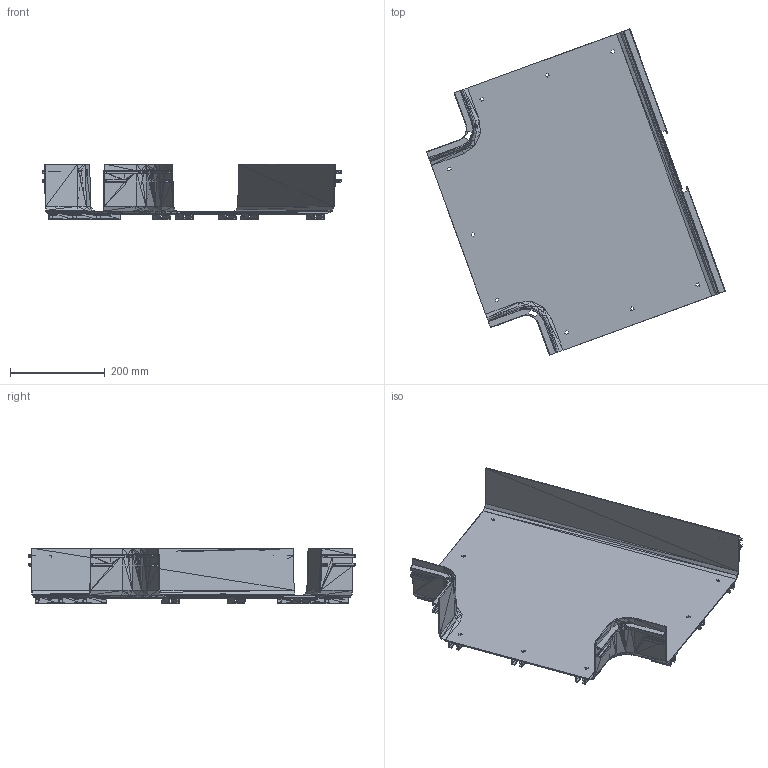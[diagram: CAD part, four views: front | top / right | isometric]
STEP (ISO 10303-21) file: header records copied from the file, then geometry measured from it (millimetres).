
FILE_DESCRIPTION(('FreeCAD Model'),'2;1');
FILE_NAME('Open CASCADE Shape Model','2022-12-01T13:03:35',('Author'),( ''),'Open CASCADE STEP processor 7.6','FreeCAD','Unknown');
FILE_SCHEMA(('AUTOMOTIVE_DESIGN { 1 0 10303 214 1 1 1 1 }'));
Products named in the file (1): DS_360_31820_T_________________________________________________________
_______________________________360mm_horizontal_tee___________________
001001 (Solid)
Bounding box: 631.88 x 689.86 x 118 mm (x, y, z)
Volume: 1195265.6 mm3; surface area: 832399 mm2
Topology: 1 solids, 1 shells, 3246 faces, 5345 edges, 2132 vertices
Faces by surface type: plane 3246
Entity records: 137268 total; most frequent: DIRECTION 22529, CARTESIAN_POINT 21414, LINE 16035, VECTOR 16035, ORIENTED_EDGE 10690, PCURVE 10690, DEFINITIONAL_REPRESENTATION 10690, EDGE_CURVE 5345
